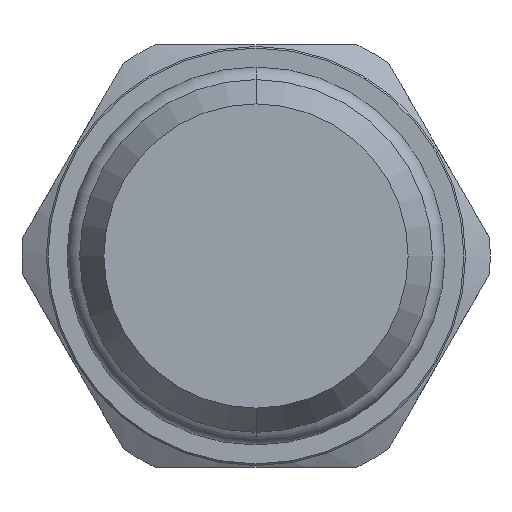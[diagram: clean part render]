
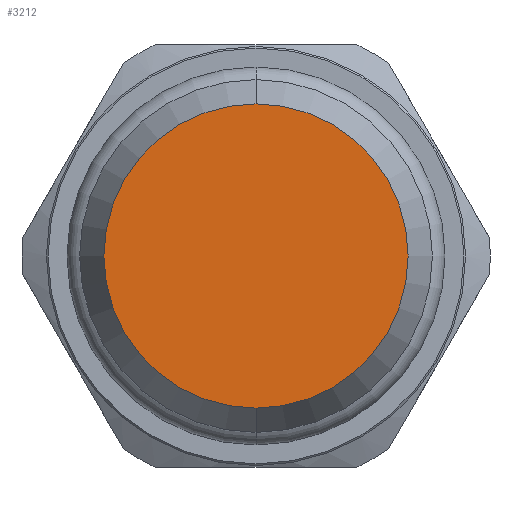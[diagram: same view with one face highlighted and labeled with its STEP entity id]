
A CAD part, front view. The second image highlights one B-rep face of the part: STEP entity #3212.
In plain terms, the highlighted planar face has unit normal (0, -1, 0).
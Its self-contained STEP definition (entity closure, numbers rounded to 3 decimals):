
#100 = EDGE_CURVE ( 'NONE', #2245, #550, #1868, .T. ) ;
#383 = EDGE_LOOP ( 'NONE', ( #3000, #1562 ) ) ;
#550 = VERTEX_POINT ( 'NONE', #2685 ) ;
#636 = CARTESIAN_POINT ( 'NONE',  ( 0., 0., 0. ) ) ;
#1015 = DIRECTION ( 'NONE',  ( 0., -1., 0. ) ) ;
#1339 = AXIS2_PLACEMENT_3D ( 'NONE', #636, #1015, #2019 ) ;
#1366 = DIRECTION ( 'NONE',  ( 0., -1., 0. ) ) ;
#1562 = ORIENTED_EDGE ( 'NONE', *, *, #100, .T. ) ;
#1627 = AXIS2_PLACEMENT_3D ( 'NONE', #1879, #1366, #2395 ) ;
#1730 = DIRECTION ( 'NONE',  ( 0., 0., -1. ) ) ;
#1788 = FACE_OUTER_BOUND ( 'NONE', #383, .T. ) ;
#1810 = PLANE ( 'NONE',  #1627 ) ;
#1868 = CIRCLE ( 'NONE', #1339, 9. ) ;
#1879 = CARTESIAN_POINT ( 'NONE',  ( 0., 0., 0. ) ) ;
#2019 = DIRECTION ( 'NONE',  ( 0., 0., -1. ) ) ;
#2245 = VERTEX_POINT ( 'NONE', #2279 ) ;
#2279 = CARTESIAN_POINT ( 'NONE',  ( 0., 0., -9. ) ) ;
#2395 = DIRECTION ( 'NONE',  ( 0., 0., -1. ) ) ;
#2524 = AXIS2_PLACEMENT_3D ( 'NONE', #3014, #2707, #1730 ) ;
#2685 = CARTESIAN_POINT ( 'NONE',  ( 0., 0., 9. ) ) ;
#2707 = DIRECTION ( 'NONE',  ( 0., -1., 0. ) ) ;
#2756 = EDGE_CURVE ( 'NONE', #550, #2245, #2843, .T. ) ;
#2843 = CIRCLE ( 'NONE', #2524, 9. ) ;
#3000 = ORIENTED_EDGE ( 'NONE', *, *, #2756, .T. ) ;
#3014 = CARTESIAN_POINT ( 'NONE',  ( 0., 0., 0. ) ) ;
#3212 = ADVANCED_FACE ( 'NONE', ( #1788 ), #1810, .T. ) ;
